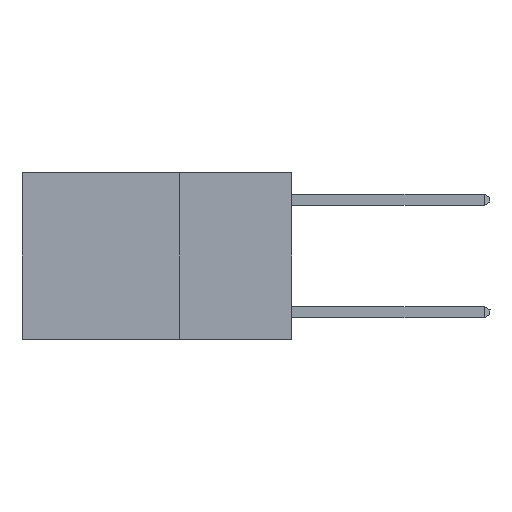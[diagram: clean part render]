
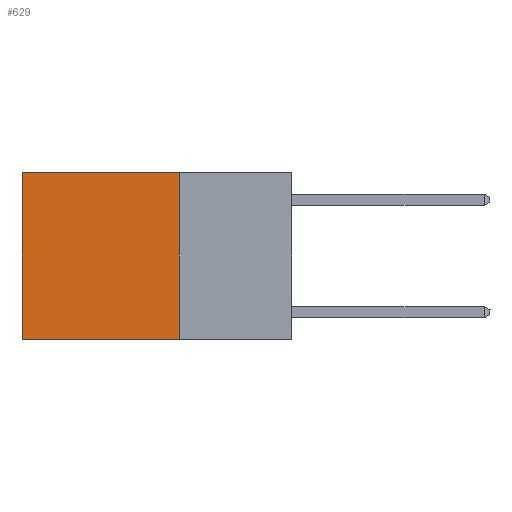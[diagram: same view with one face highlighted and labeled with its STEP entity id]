
A CAD part, left-side view. The second image highlights one B-rep face of the part: STEP entity #629.
In plain terms, the highlighted planar face has unit normal (-1, 0, 0).
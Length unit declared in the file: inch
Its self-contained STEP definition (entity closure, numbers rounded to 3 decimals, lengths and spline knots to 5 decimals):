
#87 = CARTESIAN_POINT ( 'NONE',  ( 0.2625, 0.6, 0. ) ) ;
#259 = DIRECTION ( 'NONE',  ( 0., 0., -1. ) ) ;
#397 = VECTOR ( 'NONE', #8331, 39.37008 ) ;
#629 = ADVANCED_FACE ( 'NONE', ( #4483 ), #3019, .F. ) ;
#1451 = VECTOR ( 'NONE', #12493, 39.37008 ) ;
#1585 = AXIS2_PLACEMENT_3D ( 'NONE', #3290, #2987, #2985 ) ;
#1985 = VERTEX_POINT ( 'NONE', #11424 ) ;
#2813 = ORIENTED_EDGE ( 'NONE', *, *, #9147, .T. ) ;
#2868 = LINE ( 'NONE', #12083, #397 ) ;
#2985 = DIRECTION ( 'NONE',  ( 0., 0., -1. ) ) ;
#2987 = DIRECTION ( 'NONE',  ( 1., 0., 0. ) ) ;
#3002 = CARTESIAN_POINT ( 'NONE',  ( 0.2625, 0.25, 0. ) ) ;
#3019 = PLANE ( 'NONE',  #1585 ) ;
#3290 = CARTESIAN_POINT ( 'NONE',  ( 0.2625, 0.25, 0. ) ) ;
#3353 = LINE ( 'NONE', #5020, #10731 ) ;
#4082 = DIRECTION ( 'NONE',  ( 0., 1., 0. ) ) ;
#4483 = FACE_OUTER_BOUND ( 'NONE', #5323, .T. ) ;
#5020 = CARTESIAN_POINT ( 'NONE',  ( 0.2625, 0.25, -0.37 ) ) ;
#5323 = EDGE_LOOP ( 'NONE', ( #5520, #11217, #9033, #2813 ) ) ;
#5520 = ORIENTED_EDGE ( 'NONE', *, *, #7209, .T. ) ;
#5605 = VERTEX_POINT ( 'NONE', #8308 ) ;
#6383 = LINE ( 'NONE', #9219, #11181 ) ;
#7209 = EDGE_CURVE ( 'NONE', #8416, #1985, #2868, .T. ) ;
#7478 = EDGE_CURVE ( 'NONE', #5605, #1985, #3353, .T. ) ;
#7601 = CARTESIAN_POINT ( 'NONE',  ( 0.2625, 0.25, 0. ) ) ;
#8308 = CARTESIAN_POINT ( 'NONE',  ( 0.2625, 0.25, -0.37 ) ) ;
#8331 = DIRECTION ( 'NONE',  ( 0., 0., -1. ) ) ;
#8416 = VERTEX_POINT ( 'NONE', #87 ) ;
#8919 = EDGE_CURVE ( 'NONE', #11972, #5605, #6383, .T. ) ;
#9033 = ORIENTED_EDGE ( 'NONE', *, *, #8919, .F. ) ;
#9147 = EDGE_CURVE ( 'NONE', #11972, #8416, #11737, .T. ) ;
#9219 = CARTESIAN_POINT ( 'NONE',  ( 0.2625, 0.25, 0. ) ) ;
#10731 = VECTOR ( 'NONE', #4082, 39.37008 ) ;
#11181 = VECTOR ( 'NONE', #259, 39.37008 ) ;
#11217 = ORIENTED_EDGE ( 'NONE', *, *, #7478, .F. ) ;
#11424 = CARTESIAN_POINT ( 'NONE',  ( 0.2625, 0.6, -0.37 ) ) ;
#11737 = LINE ( 'NONE', #3002, #1451 ) ;
#11972 = VERTEX_POINT ( 'NONE', #7601 ) ;
#12083 = CARTESIAN_POINT ( 'NONE',  ( 0.2625, 0.6, 0. ) ) ;
#12493 = DIRECTION ( 'NONE',  ( 0., 1., 0. ) ) ;
